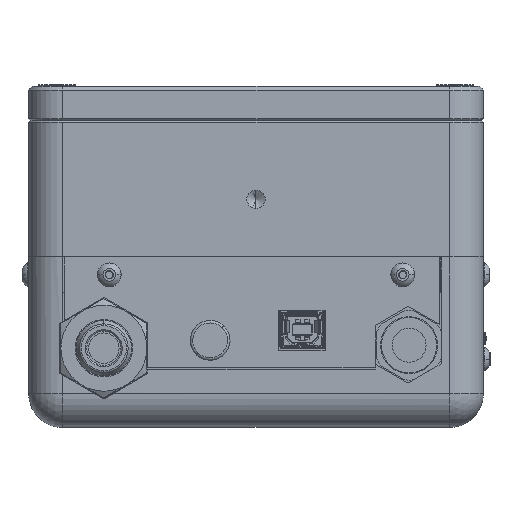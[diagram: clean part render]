
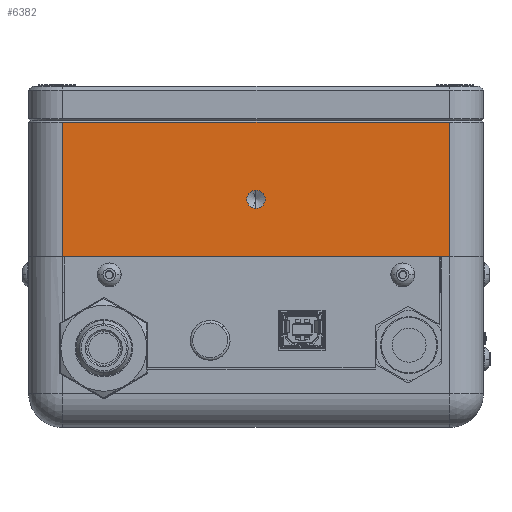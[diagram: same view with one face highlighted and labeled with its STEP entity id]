
A CAD part, front view. The second image highlights one B-rep face of the part: STEP entity #6382.
In plain terms, the highlighted planar face has unit normal (0, -1, 0).
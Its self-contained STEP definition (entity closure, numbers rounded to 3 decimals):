
#3067 = CARTESIAN_POINT ( 'NONE',  ( -17.524, -56.014, 1.211 ) ) ;
#4798 = CARTESIAN_POINT ( 'NONE',  ( -71.524, -56.014, 23.211 ) ) ;
#6382 = ADVANCED_FACE ( 'NONE', ( #92668, #74944 ), #100702, .F. ) ;
#7072 = CARTESIAN_POINT ( 'NONE',  ( 36.476, -56.014, -14.889 ) ) ;
#11941 = VECTOR ( 'NONE', #60196, 1000. ) ;
#15141 = VERTEX_POINT ( 'NONE', #71487 ) ;
#19828 = EDGE_LOOP ( 'NONE', ( #55597, #80824 ) ) ;
#21622 = DIRECTION ( 'NONE',  ( 0., 0., -1. ) ) ;
#24191 = VECTOR ( 'NONE', #25484, 1000. ) ;
#25484 = DIRECTION ( 'NONE',  ( 1., 0., 0. ) ) ;
#27482 = ORIENTED_EDGE ( 'NONE', *, *, #67893, .T. ) ;
#27704 = EDGE_CURVE ( 'NONE', #103805, #93810, #41577, .T. ) ;
#27834 = EDGE_CURVE ( 'NONE', #15141, #66693, #79166, .T. ) ;
#32592 = EDGE_LOOP ( 'NONE', ( #27482, #85697, #67372, #86665 ) ) ;
#38114 = CARTESIAN_POINT ( 'NONE',  ( -71.524, -56.014, -14.889 ) ) ;
#40970 = EDGE_CURVE ( 'NONE', #66693, #15141, #106170, .T. ) ;
#41577 = LINE ( 'NONE', #99069, #24191 ) ;
#45881 = DIRECTION ( 'NONE',  ( 0., 1., 0. ) ) ;
#46385 = CARTESIAN_POINT ( 'NONE',  ( -17.524, -56.014, 1.211 ) ) ;
#47450 = DIRECTION ( 'NONE',  ( 0., -1., 0. ) ) ;
#55597 = ORIENTED_EDGE ( 'NONE', *, *, #27834, .F. ) ;
#59844 = AXIS2_PLACEMENT_3D ( 'NONE', #3067, #68611, #101361 ) ;
#60196 = DIRECTION ( 'NONE',  ( -1., 0., 0. ) ) ;
#61763 = EDGE_CURVE ( 'NONE', #74656, #66915, #103144, .T. ) ;
#62022 = AXIS2_PLACEMENT_3D ( 'NONE', #46385, #47450, #21622 ) ;
#65795 = CARTESIAN_POINT ( 'NONE',  ( -17.524, -56.014, 3.764 ) ) ;
#66355 = CARTESIAN_POINT ( 'NONE',  ( 36.476, -56.014, 23.211 ) ) ;
#66693 = VERTEX_POINT ( 'NONE', #65795 ) ;
#66915 = VERTEX_POINT ( 'NONE', #100665 ) ;
#67372 = ORIENTED_EDGE ( 'NONE', *, *, #103826, .T. ) ;
#67893 = EDGE_CURVE ( 'NONE', #93810, #74656, #67951, .T. ) ;
#67951 = LINE ( 'NONE', #66355, #85838 ) ;
#68611 = DIRECTION ( 'NONE',  ( 0., -1., 0. ) ) ;
#69875 = CARTESIAN_POINT ( 'NONE',  ( -81.024, -56.014, 22.711 ) ) ;
#70597 = DIRECTION ( 'NONE',  ( 0., 0., 1. ) ) ;
#70879 = LINE ( 'NONE', #4798, #94757 ) ;
#71487 = CARTESIAN_POINT ( 'NONE',  ( -17.524, -56.014, -1.341 ) ) ;
#74656 = VERTEX_POINT ( 'NONE', #90506 ) ;
#74944 = FACE_OUTER_BOUND ( 'NONE', #32592, .T. ) ;
#76753 = AXIS2_PLACEMENT_3D ( 'NONE', #102792, #45881, #70597 ) ;
#79166 = CIRCLE ( 'NONE', #62022, 2.553 ) ;
#80824 = ORIENTED_EDGE ( 'NONE', *, *, #40970, .F. ) ;
#83489 = DIRECTION ( 'NONE',  ( 0., 0., 1. ) ) ;
#85697 = ORIENTED_EDGE ( 'NONE', *, *, #61763, .T. ) ;
#85838 = VECTOR ( 'NONE', #83489, 1000. ) ;
#86665 = ORIENTED_EDGE ( 'NONE', *, *, #27704, .T. ) ;
#90506 = CARTESIAN_POINT ( 'NONE',  ( 36.476, -56.014, 22.711 ) ) ;
#92668 = FACE_BOUND ( 'NONE', #19828, .T. ) ;
#93810 = VERTEX_POINT ( 'NONE', #7072 ) ;
#94757 = VECTOR ( 'NONE', #103618, 1000. ) ;
#99069 = CARTESIAN_POINT ( 'NONE',  ( -81.024, -56.014, -14.889 ) ) ;
#100665 = CARTESIAN_POINT ( 'NONE',  ( -71.524, -56.014, 22.711 ) ) ;
#100702 = PLANE ( 'NONE',  #76753 ) ;
#101361 = DIRECTION ( 'NONE',  ( 0., 0., -1. ) ) ;
#102792 = CARTESIAN_POINT ( 'NONE',  ( -81.024, -56.014, 23.211 ) ) ;
#103144 = LINE ( 'NONE', #69875, #11941 ) ;
#103618 = DIRECTION ( 'NONE',  ( 0., 0., -1. ) ) ;
#103805 = VERTEX_POINT ( 'NONE', #38114 ) ;
#103826 = EDGE_CURVE ( 'NONE', #66915, #103805, #70879, .T. ) ;
#106170 = CIRCLE ( 'NONE', #59844, 2.553 ) ;
